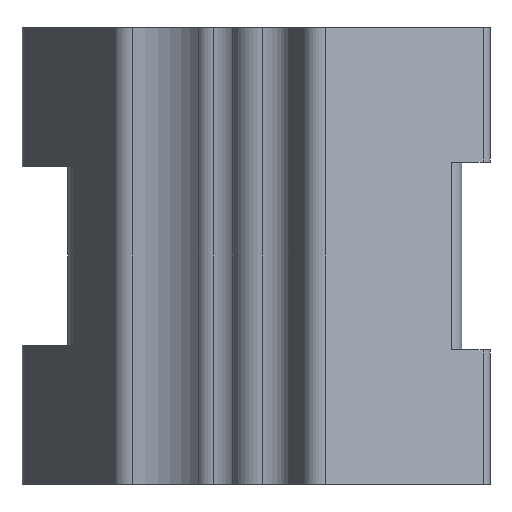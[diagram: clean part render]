
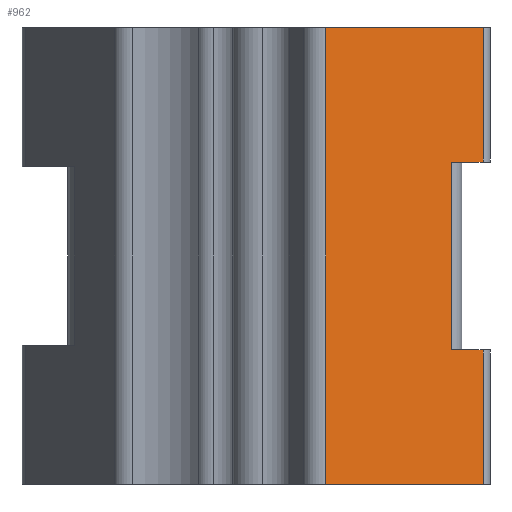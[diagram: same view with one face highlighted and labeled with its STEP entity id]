
A CAD part, left-side view. The second image highlights one B-rep face of the part: STEP entity #962.
In plain terms, the highlighted planar face has unit normal (-0.965, -0.263, 0).
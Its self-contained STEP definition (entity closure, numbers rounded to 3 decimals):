
#26=PLANE('',#1035);
#51=FACE_OUTER_BOUND('',#102,.T.);
#102=EDGE_LOOP('',(#661,#662,#663,#664,#665,#666,#667,#668));
#161=LINE('',#1465,#248);
#162=LINE('',#1468,#249);
#164=LINE('',#1476,#251);
#166=LINE('',#1484,#253);
#167=LINE('',#1486,#254);
#168=LINE('',#1488,#255);
#169=LINE('',#1490,#256);
#170=LINE('',#1491,#257);
#248=VECTOR('',#1154,10.);
#249=VECTOR('',#1157,10.);
#251=VECTOR('',#1165,10.);
#253=VECTOR('',#1173,10.);
#254=VECTOR('',#1174,10.);
#255=VECTOR('',#1175,10.);
#256=VECTOR('',#1176,10.);
#257=VECTOR('',#1177,10.);
#396=VERTEX_POINT('',#1461);
#397=VERTEX_POINT('',#1463);
#398=VERTEX_POINT('',#1467);
#401=VERTEX_POINT('',#1475);
#404=VERTEX_POINT('',#1483);
#405=VERTEX_POINT('',#1485);
#406=VERTEX_POINT('',#1487);
#407=VERTEX_POINT('',#1489);
#497=EDGE_CURVE('',#397,#396,#161,.T.);
#498=EDGE_CURVE('',#397,#398,#162,.T.);
#502=EDGE_CURVE('',#401,#396,#164,.T.);
#506=EDGE_CURVE('',#398,#404,#166,.T.);
#507=EDGE_CURVE('',#405,#404,#167,.T.);
#508=EDGE_CURVE('',#406,#405,#168,.T.);
#509=EDGE_CURVE('',#407,#406,#169,.T.);
#510=EDGE_CURVE('',#407,#401,#170,.T.);
#661=ORIENTED_EDGE('',*,*,#498,.T.);
#662=ORIENTED_EDGE('',*,*,#506,.T.);
#663=ORIENTED_EDGE('',*,*,#507,.F.);
#664=ORIENTED_EDGE('',*,*,#508,.F.);
#665=ORIENTED_EDGE('',*,*,#509,.F.);
#666=ORIENTED_EDGE('',*,*,#510,.T.);
#667=ORIENTED_EDGE('',*,*,#502,.T.);
#668=ORIENTED_EDGE('',*,*,#497,.F.);
#962=ADVANCED_FACE('',(#51),#26,.T.);
#1035=AXIS2_PLACEMENT_3D('',#1482,#1171,#1172);
#1154=DIRECTION('',(0.,0.,-1.));
#1157=DIRECTION('',(0.263,-0.965,0.));
#1165=DIRECTION('',(-0.263,0.965,0.));
#1171=DIRECTION('center_axis',(-0.965,-0.263,0.));
#1172=DIRECTION('ref_axis',(0.263,-0.965,0.));
#1173=DIRECTION('',(0.,0.,1.));
#1174=DIRECTION('',(0.263,-0.965,0.));
#1175=DIRECTION('',(0.,0.,1.));
#1176=DIRECTION('',(-0.263,0.965,0.));
#1177=DIRECTION('',(0.,0.,1.));
#1461=CARTESIAN_POINT('',(-22.742,2.053,7.15));
#1463=CARTESIAN_POINT('',(-22.742,2.053,17.15));
#1465=CARTESIAN_POINT('',(-22.742,2.053,3.575));
#1467=CARTESIAN_POINT('',(-22.282,0.368,17.15));
#1468=CARTESIAN_POINT('',(-23.574,5.105,17.15));
#1475=CARTESIAN_POINT('',(-22.282,0.368,7.15));
#1476=CARTESIAN_POINT('',(-23.384,4.407,7.15));
#1482=CARTESIAN_POINT('Origin',(-24.565,8.737,0.));
#1483=CARTESIAN_POINT('',(-22.282,0.368,24.3));
#1484=CARTESIAN_POINT('',(-22.282,0.368,0.));
#1485=CARTESIAN_POINT('',(-24.565,8.737,24.3));
#1486=CARTESIAN_POINT('',(-22.282,0.368,24.3));
#1487=CARTESIAN_POINT('',(-24.565,8.737,0.));
#1488=CARTESIAN_POINT('',(-24.565,8.737,0.));
#1489=CARTESIAN_POINT('',(-22.282,0.368,0.));
#1490=CARTESIAN_POINT('',(-22.282,0.368,0.));
#1491=CARTESIAN_POINT('',(-22.282,0.368,0.));
